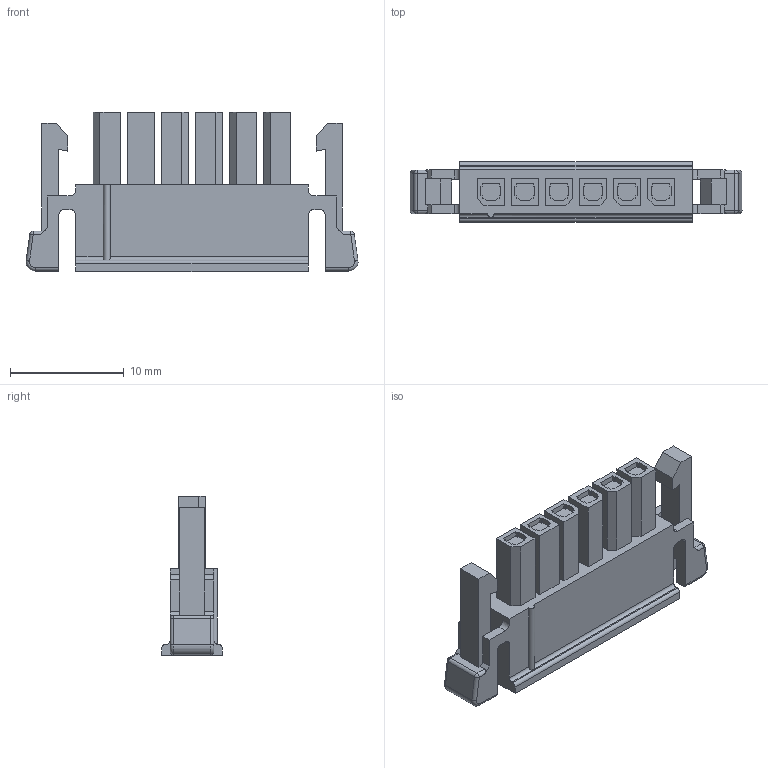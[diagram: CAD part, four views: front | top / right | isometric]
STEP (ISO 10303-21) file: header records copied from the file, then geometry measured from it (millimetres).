
FILE_DESCRIPTION((''),'2;1');
FILE_NAME('56969-006HXXX-001','2018-08-10T',('d33379'),(''),'CREO PARAMETRIC BY PTC INC, 2014500','CREO PARAMETRIC BY PTC INC, 2014500','');
FILE_SCHEMA(('CONFIG_CONTROL_DESIGN'));
Length unit declared in the file: millimetre
Products named in the file (1): 56969-006HXXX-001
Bounding box: 29.2 x 5.3 x 14 mm (x, y, z)
Volume: 970 mm3; surface area: 1317.9 mm2
Topology: 1 solids, 13 shells, 306 faces, 809 edges, 531 vertices
Faces by surface type: plane 264, cylinder 34, torus 4, sphere 4
Entity records: 9330 total; most frequent: CARTESIAN_POINT 1684, ORIENTED_EDGE 1582, DIRECTION 1482, EDGE_CURVE 809, VECTOR 738, LINE 738, VERTEX_POINT 531, AXIS2_PLACEMENT_3D 372
